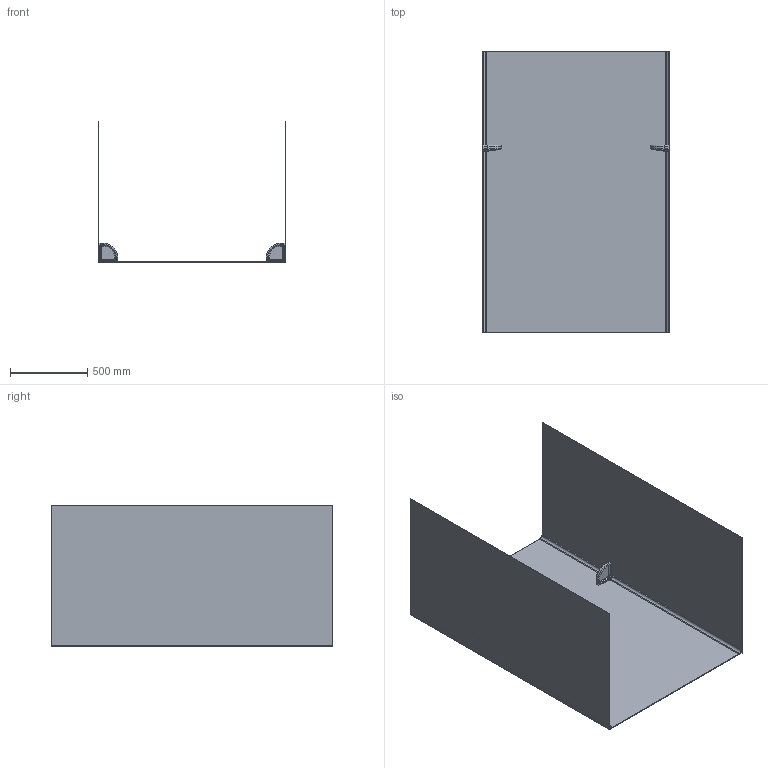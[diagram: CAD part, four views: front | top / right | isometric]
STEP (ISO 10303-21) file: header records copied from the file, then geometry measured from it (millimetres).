
FILE_DESCRIPTION (( 'STEP AP203' ), '1' );
FILE_NAME ('SK364872.STEP', '2021-07-08T17:57:02', ( '' ), ( '' ), 'SwSTEP 2.0', 'SolidWorks 2020', '' );
FILE_SCHEMA (( 'CONFIG_CONTROL_DESIGN' ));
Length unit declared in the file: inch
Products named in the file (5): SWP4872; SWACCM2072; SWP3672; SWSACCES2; SK364872
Assembly tree (7 placements, depth 2):
  SK364872
    SWP4872
    SWP3672  x2
    SWACCM2072  x2
    SWSACCES2  x2
Bounding box: 1219.2 x 1828.8 x 920.24 mm (x, y, z)
Volume: 33679902.4 mm3; surface area: 11622897.9 mm2
Topology: 7 solids, 7 shells, 110 faces, 240 edges, 140 vertices
Faces by surface type: plane 46, cylinder 38, torus 14, bspline 12
Entity records: 2599 total; most frequent: CARTESIAN_POINT 750, DIRECTION 277, ORIENTED_EDGE 248, EDGE_CURVE 124, AXIS2_PLACEMENT_3D 105, VERTEX_POINT 74, LINE 67, VECTOR 67
